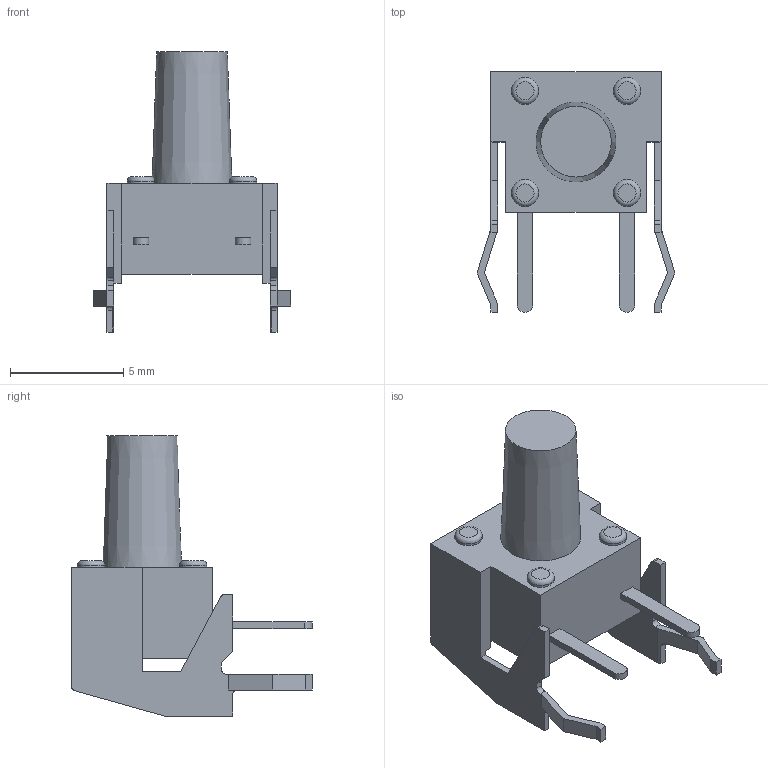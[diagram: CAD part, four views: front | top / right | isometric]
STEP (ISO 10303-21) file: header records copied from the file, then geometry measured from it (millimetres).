
FILE_DESCRIPTION(/* description */ (''),/* implementation_level */ '2;1');
FILE_NAME(/* name */ 'PCB_Switch_Winkel_THT.step',/* time_stamp */ '2020-07-16T22:17:52+02:00',/* author */ (''),/* organization */ (''),/* preprocessor_version */ 'ST-DEVELOPER v18.1',/* originating_system */ 'Autodesk Translation Framework v9.3.0.1241',/* authorisation */ '');
FILE_SCHEMA (('AUTOMOTIVE_DESIGN { 1 0 10303 214 3 1 1 }'));
Length unit declared in the file: millimetre
Products named in the file (1): Tact Switch 6.0mm
Bounding box: 8.71 x 10.6 x 12.35 mm (x, y, z)
Volume: 236.2 mm3; surface area: 370.4 mm2
Topology: 1 solids, 1 shells, 86 faces, 225 edges, 148 vertices
Faces by surface type: plane 65, cylinder 16, torus 4, cone 1
Full cylindrical faces by diameter (mm): 1.2 x4
Entity records: 2686 total; most frequent: CARTESIAN_POINT 460, ORIENTED_EDGE 450, DIRECTION 441, EDGE_CURVE 225, LINE 183, VECTOR 183, VERTEX_POINT 148, AXIS2_PLACEMENT_3D 129
